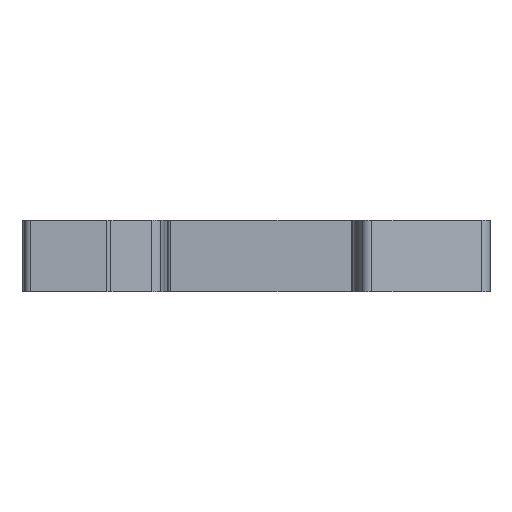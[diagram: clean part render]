
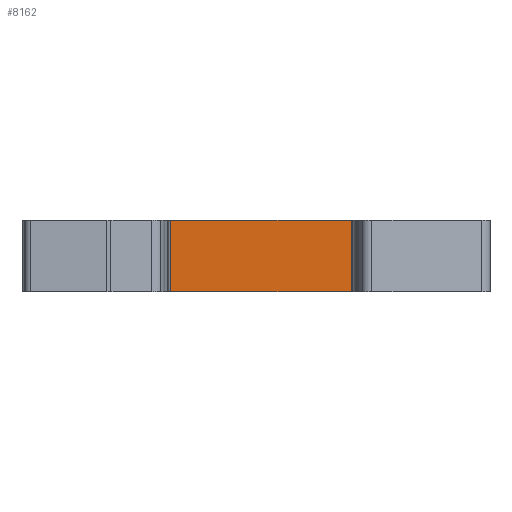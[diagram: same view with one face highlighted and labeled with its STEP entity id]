
A CAD part, front view. The second image highlights one B-rep face of the part: STEP entity #8162.
In plain terms, the highlighted planar face has unit normal (0, -1, 0).
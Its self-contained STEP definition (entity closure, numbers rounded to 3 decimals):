
#3102=DIRECTION('',(0.,0.,-1.));
#3103=VECTOR('',#3102,12.2);
#3104=CARTESIAN_POINT('',(-13.743,0.,12.2));
#3105=LINE('',#3104,#3103);
#3106=DIRECTION('',(1.,0.,0.));
#3107=VECTOR('',#3106,30.895);
#3108=CARTESIAN_POINT('',(-13.743,0.,12.2));
#3109=LINE('',#3108,#3107);
#3110=DIRECTION('',(-1.,0.,0.));
#3111=VECTOR('',#3110,30.895);
#3112=CARTESIAN_POINT('',(17.152,0.,0.));
#3113=LINE('',#3112,#3111);
#3114=DIRECTION('',(0.,0.,1.));
#3115=VECTOR('',#3114,12.2);
#3116=CARTESIAN_POINT('',(17.152,0.,0.));
#3117=LINE('',#3116,#3115);
#3909=CARTESIAN_POINT('',(-13.743,0.,0.));
#3910=VERTEX_POINT('',#3909);
#3911=CARTESIAN_POINT('',(17.152,0.,0.));
#3912=VERTEX_POINT('',#3911);
#4109=CARTESIAN_POINT('',(17.152,0.,12.2));
#4110=VERTEX_POINT('',#4109);
#4111=CARTESIAN_POINT('',(-13.743,0.,12.2));
#4112=VERTEX_POINT('',#4111);
#8150=CARTESIAN_POINT('',(-13.743,0.,0.));
#8151=DIRECTION('',(0.,-1.,0.));
#8152=DIRECTION('',(1.,0.,0.));
#8153=AXIS2_PLACEMENT_3D('',#8150,#8151,#8152);
#8154=PLANE('',#8153);
#8155=ORIENTED_EDGE('',*,*,#5258,.T.);
#8157=ORIENTED_EDGE('',*,*,#8156,.F.);
#8158=ORIENTED_EDGE('',*,*,#5015,.T.);
#8159=ORIENTED_EDGE('',*,*,#8145,.F.);
#8160=EDGE_LOOP('',(#8155,#8157,#8158,#8159));
#8161=FACE_OUTER_BOUND('',#8160,.F.);
#5015=EDGE_CURVE('',#3912,#3910,#3113,.T.);
#5258=EDGE_CURVE('',#4112,#4110,#3109,.T.);
#8145=EDGE_CURVE('',#4112,#3910,#3105,.T.);
#8156=EDGE_CURVE('',#3912,#4110,#3117,.T.);
#8162=ADVANCED_FACE('',(#8161),#8154,.T.);
